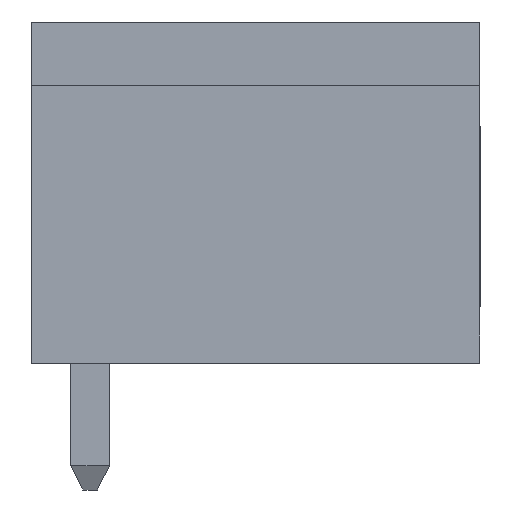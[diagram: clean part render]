
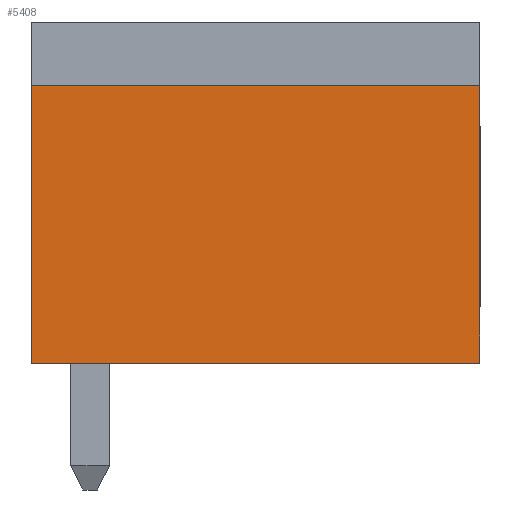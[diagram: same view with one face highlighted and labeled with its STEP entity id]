
A CAD part, left-side view. The second image highlights one B-rep face of the part: STEP entity #5408.
In plain terms, the highlighted planar face has unit normal (-1, 0, 0).
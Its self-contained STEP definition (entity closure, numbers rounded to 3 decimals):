
#914=ORIENTED_EDGE('',*,*,#2081,.F.);
#915=ORIENTED_EDGE('',*,*,#2178,.F.);
#916=ORIENTED_EDGE('',*,*,#2054,.F.);
#917=ORIENTED_EDGE('',*,*,#1996,.F.);
#1996=EDGE_CURVE('',#2738,#2739,#3298,.T.);
#2054=EDGE_CURVE('',#2739,#2790,#3344,.T.);
#2081=EDGE_CURVE('',#2810,#2738,#3367,.T.);
#2178=EDGE_CURVE('',#2790,#2810,#3461,.T.);
#2738=VERTEX_POINT('',#7854);
#2739=VERTEX_POINT('',#7856);
#2790=VERTEX_POINT('',#7969);
#2810=VERTEX_POINT('',#8020);
#3298=LINE('',#7855,#3966);
#3344=LINE('',#7968,#4012);
#3367=LINE('',#8021,#4035);
#3461=LINE('',#8216,#4129);
#3966=VECTOR('',#6329,1000.);
#4012=VECTOR('',#6407,1000.);
#4035=VECTOR('',#6448,1000.);
#4129=VECTOR('',#6644,1000.);
#4592=EDGE_LOOP('',(#914,#915,#916,#917));
#4895=FACE_BOUND('',#4592,.T.);
#5170=PLANE('',#5762);
#5408=ADVANCED_FACE('',(#4895),#5170,.F.);
#5762=AXIS2_PLACEMENT_3D('',#8217,#6645,#6646);
#6329=DIRECTION('',(0.,1.,0.));
#6407=DIRECTION('',(0.,0.,1.));
#6448=DIRECTION('',(0.,0.,-1.));
#6644=DIRECTION('',(0.,-1.,0.));
#6645=DIRECTION('',(1.,0.,0.));
#6646=DIRECTION('',(0.,0.,-1.));
#7854=CARTESIAN_POINT('',(-8.905,0.,-3.5));
#7855=CARTESIAN_POINT('',(-8.905,0.,-3.5));
#7856=CARTESIAN_POINT('',(-8.905,9.2,-3.5));
#7968=CARTESIAN_POINT('',(-8.905,9.2,-3.5));
#7969=CARTESIAN_POINT('',(-8.905,9.2,2.2));
#8020=CARTESIAN_POINT('',(-8.905,0.,2.2));
#8021=CARTESIAN_POINT('',(-8.905,0.,2.2));
#8216=CARTESIAN_POINT('',(-8.905,9.2,2.2));
#8217=CARTESIAN_POINT('',(-8.905,0.,0.));
